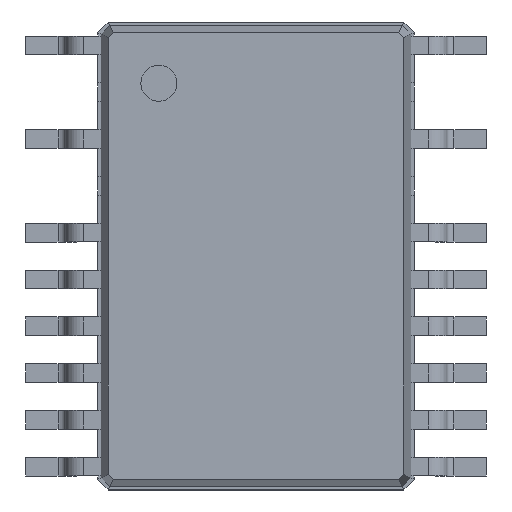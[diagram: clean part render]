
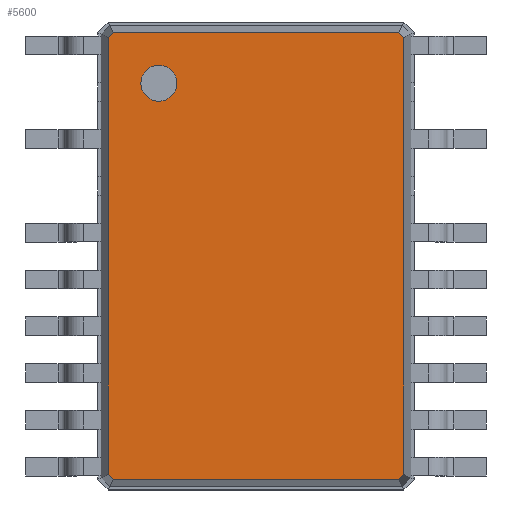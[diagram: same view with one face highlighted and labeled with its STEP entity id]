
A CAD part, top view. The second image highlights one B-rep face of the part: STEP entity #5600.
In plain terms, the highlighted planar face has unit normal (0, 0, 1).
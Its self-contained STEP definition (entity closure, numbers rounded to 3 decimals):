
#14=FACE_BOUND('',#892,.T.);
#79=CIRCLE('',#5985,0.25);
#80=CIRCLE('',#5986,0.25);
#591=FACE_OUTER_BOUND('',#891,.T.);
#891=EDGE_LOOP('',(#4263,#4264,#4265,#4266,#4267,#4268,#4269,#4270));
#892=EDGE_LOOP('',(#4271,#4272));
#1257=LINE('',#8121,#1914);
#1416=LINE('',#8541,#2073);
#1417=LINE('',#8544,#2074);
#1418=LINE('',#8546,#2075);
#1419=LINE('',#8548,#2076);
#1420=LINE('',#8550,#2077);
#1421=LINE('',#8552,#2078);
#1422=LINE('',#8553,#2079);
#1914=VECTOR('',#6543,1.);
#2073=VECTOR('',#6894,1.);
#2074=VECTOR('',#6897,1.);
#2075=VECTOR('',#6898,1.);
#2076=VECTOR('',#6899,1.);
#2077=VECTOR('',#6900,1.);
#2078=VECTOR('',#6901,1.);
#2079=VECTOR('',#6902,1.);
#2528=VERTEX_POINT('',#8118);
#2529=VERTEX_POINT('',#8120);
#2694=VERTEX_POINT('',#8539);
#2695=VERTEX_POINT('',#8543);
#2696=VERTEX_POINT('',#8545);
#2697=VERTEX_POINT('',#8547);
#2698=VERTEX_POINT('',#8549);
#2699=VERTEX_POINT('',#8551);
#2700=VERTEX_POINT('',#8554);
#2701=VERTEX_POINT('',#8555);
#3071=EDGE_CURVE('',#2528,#2529,#1257,.T.);
#3286=EDGE_CURVE('',#2694,#2528,#1416,.T.);
#3287=EDGE_CURVE('',#2695,#2694,#1417,.T.);
#3288=EDGE_CURVE('',#2696,#2695,#1418,.T.);
#3289=EDGE_CURVE('',#2697,#2696,#1419,.T.);
#3290=EDGE_CURVE('',#2698,#2697,#1420,.T.);
#3291=EDGE_CURVE('',#2699,#2698,#1421,.T.);
#3292=EDGE_CURVE('',#2529,#2699,#1422,.T.);
#3293=EDGE_CURVE('',#2700,#2701,#79,.T.);
#3294=EDGE_CURVE('',#2701,#2700,#80,.T.);
#4263=ORIENTED_EDGE('',*,*,#3287,.F.);
#4264=ORIENTED_EDGE('',*,*,#3288,.F.);
#4265=ORIENTED_EDGE('',*,*,#3289,.F.);
#4266=ORIENTED_EDGE('',*,*,#3290,.F.);
#4267=ORIENTED_EDGE('',*,*,#3291,.F.);
#4268=ORIENTED_EDGE('',*,*,#3292,.F.);
#4269=ORIENTED_EDGE('',*,*,#3071,.F.);
#4270=ORIENTED_EDGE('',*,*,#3286,.F.);
#4271=ORIENTED_EDGE('',*,*,#3293,.F.);
#4272=ORIENTED_EDGE('',*,*,#3294,.F.);
#5354=PLANE('',#5984);
#5600=ADVANCED_FACE('',(#591,#14),#5354,.T.);
#5984=AXIS2_PLACEMENT_3D('',#8542,#6895,#6896);
#5985=AXIS2_PLACEMENT_3D('',#8556,#6903,#6904);
#5986=AXIS2_PLACEMENT_3D('',#8557,#6905,#6906);
#6543=DIRECTION('',(0.,-1.,0.));
#6894=DIRECTION('',(0.707,-0.707,0.));
#6895=DIRECTION('center_axis',(0.,0.,1.));
#6896=DIRECTION('ref_axis',(0.538,-0.843,0.));
#6897=DIRECTION('',(1.,0.,0.));
#6898=DIRECTION('',(0.707,0.707,0.));
#6899=DIRECTION('',(0.,1.,0.));
#6900=DIRECTION('',(-0.707,0.707,0.));
#6901=DIRECTION('',(-1.,0.,0.));
#6902=DIRECTION('',(-0.707,-0.707,0.));
#6903=DIRECTION('center_axis',(0.,0.,1.));
#6904=DIRECTION('ref_axis',(0.,-1.,0.));
#6905=DIRECTION('center_axis',(0.,0.,1.));
#6906=DIRECTION('ref_axis',(0.,-1.,0.));
#8118=CARTESIAN_POINT('',(2.049,3.03,1.2));
#8120=CARTESIAN_POINT('',(2.049,-3.03,1.2));
#8121=CARTESIAN_POINT('',(2.049,3.03,1.2));
#8539=CARTESIAN_POINT('',(1.98,3.099,1.2));
#8541=CARTESIAN_POINT('',(1.98,3.099,1.2));
#8542=CARTESIAN_POINT('Origin',(-1.98,3.099,1.2));
#8543=CARTESIAN_POINT('',(-1.98,3.099,1.2));
#8544=CARTESIAN_POINT('',(-1.98,3.099,1.2));
#8545=CARTESIAN_POINT('',(-2.049,3.03,1.2));
#8546=CARTESIAN_POINT('',(-2.049,3.03,1.2));
#8547=CARTESIAN_POINT('',(-2.049,-3.03,1.2));
#8548=CARTESIAN_POINT('',(-2.049,-3.03,1.2));
#8549=CARTESIAN_POINT('',(-1.98,-3.099,1.2));
#8550=CARTESIAN_POINT('',(-1.98,-3.099,1.2));
#8551=CARTESIAN_POINT('',(1.98,-3.099,1.2));
#8552=CARTESIAN_POINT('',(1.98,-3.099,1.2));
#8553=CARTESIAN_POINT('',(2.049,-3.03,1.2));
#8554=CARTESIAN_POINT('',(-1.349,2.149,1.2));
#8555=CARTESIAN_POINT('',(-1.349,2.649,1.2));
#8556=CARTESIAN_POINT('Origin',(-1.349,2.399,1.2));
#8557=CARTESIAN_POINT('Origin',(-1.349,2.399,1.2));
